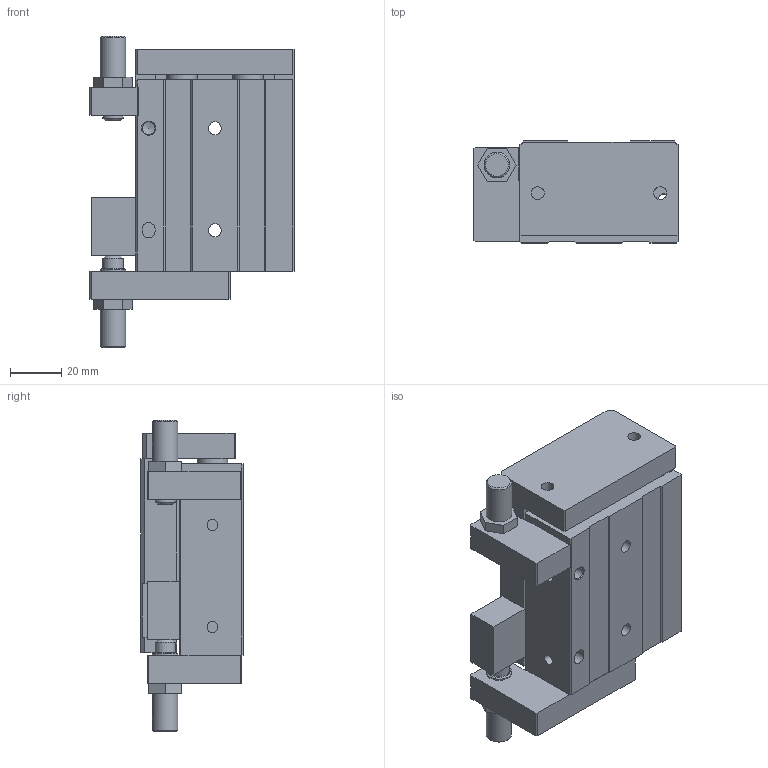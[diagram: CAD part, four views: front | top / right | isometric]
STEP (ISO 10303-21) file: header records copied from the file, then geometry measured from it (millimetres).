
FILE_DESCRIPTION(/* description */ (''),/* implementation_level */ '2;1');
FILE_NAME(/* name */ 'MSR 16-20-L.stp',/* time_stamp */ '2019-10-14T14:55:31+02:00',/* author */ ('Tecnico'),/* organization */ (''),/* preprocessor_version */ 'ST-DEVELOPER v17',/* originating_system */ 'Autodesk Inventor 2019',/* authorisation */ '');
FILE_SCHEMA (('AUTOMOTIVE_DESIGN { 1 0 10303 214 3 1 1 }'));
Length unit declared in the file: millimetre
Products named in the file (3): MSR-16 Corsa 30; Corpo; Slitta
Assembly tree (2 placements, depth 2):
  MSR-16 Corsa 30
    Corpo
    Slitta
Bounding box: 80 x 40 x 122 mm (x, y, z)
Volume: 222824.3 mm3; surface area: 54729.3 mm2
Topology: 2 solids, 2 shells, 217 faces, 592 edges, 401 vertices
Faces by surface type: plane 176, cylinder 32, cone 9
Full cylindrical faces by diameter (mm): 4.2 x6, 5 x6, 8 x2, 9.5 x2, 10 x4, 10.5 x2, 12 x4
Entity records: 6981 total; most frequent: CARTESIAN_POINT 1213, ORIENTED_EDGE 1180, DIRECTION 1160, EDGE_CURVE 590, LINE 464, VECTOR 464, VERTEX_POINT 401, AXIS2_PLACEMENT_3D 348
